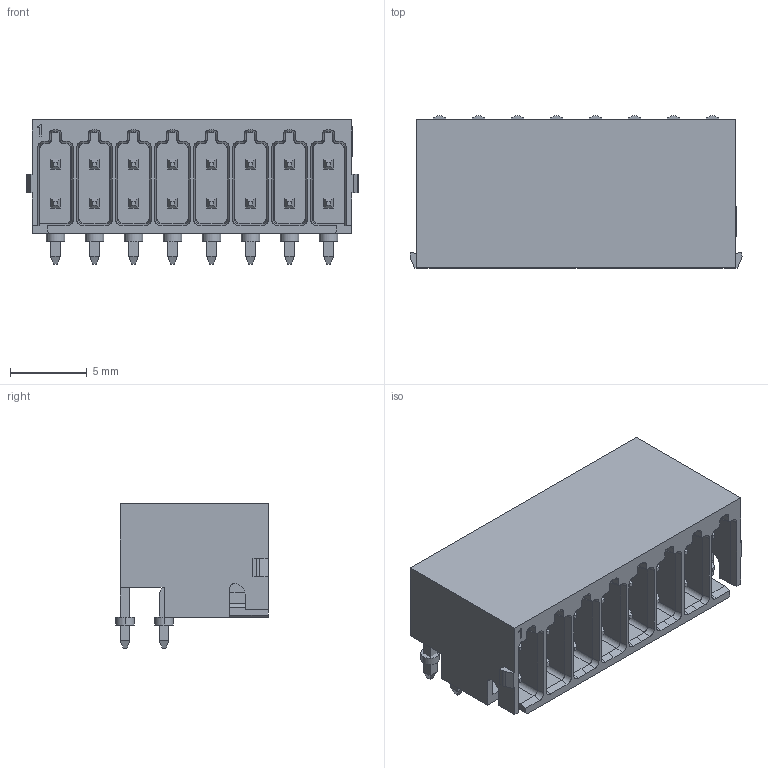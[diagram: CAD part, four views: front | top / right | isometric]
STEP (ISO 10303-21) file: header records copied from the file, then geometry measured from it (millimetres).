
FILE_DESCRIPTION(('STEP AP242'),'1');
FILE_NAME('1844785.stp','2025-07-04T05:24:59',('TraceParts'),('TraceParts S.A.'),'Spatial InterOp 3D',' ',' ');
FILE_SCHEMA(('AP242_MANAGED_MODEL_BASED_3D_ENGINEERING_MIM_LF {1 0 10303 442 1 1 4}'));
Length unit declared in the file: millimetre
Products named in the file (1): DMC_0.5_8-G1-2.54_P20THR|1#Bohrloch_1.1.3;Bohrloch_1.1.3
Bounding box: 21.62 x 9.92 x 9.39 mm (x, y, z)
Volume: 970.9 mm3; surface area: 1865.2 mm2
Topology: 17 solids, 17 shells, 944 faces, 2345 edges, 1468 vertices
Faces by surface type: plane 667, bspline 142, cylinder 116, extrusion 19
Entity records: 42459 total; most frequent: CARTESIAN_POINT 13573, ORIENTED_EDGE 4686, DIRECTION 3788, EDGE_CURVE 2343, VECTOR 1848, LINE 1829, VERTEX_POINT 1468, EDGE_LOOP 979
